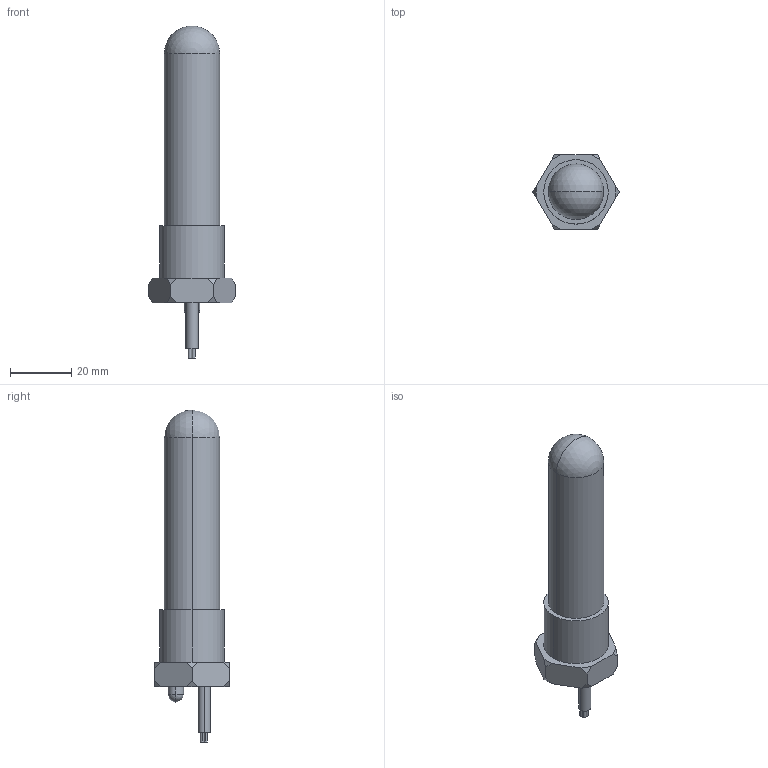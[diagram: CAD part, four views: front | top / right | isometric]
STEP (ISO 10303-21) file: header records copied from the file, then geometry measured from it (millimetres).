
FILE_DESCRIPTION (( 'STEP AP214' ), '1' );
FILE_NAME ('DML-CD18PO杻睛韓珘弇羲壽.STEP', '2024-09-10T12:42:59', ( '' ), ( '' ), 'SwSTEP 2.0', 'SolidWorks 2023', '' );
FILE_SCHEMA (( 'AUTOMOTIVE_DESIGN' ));
Length unit declared in the file: millimetre
Products named in the file (1): DML-CD18PO特氟龙液位开关
Bounding box: 28 x 24.25 x 108 mm (x, y, z)
Volume: 25982 mm3; surface area: 6497 mm2
Topology: 1 solids, 1 shells, 46 faces, 114 edges, 74 vertices
Faces by surface type: plane 26, cylinder 16, sphere 4
Entity records: 1333 total; most frequent: DIRECTION 236, CARTESIAN_POINT 223, ORIENTED_EDGE 212, EDGE_CURVE 106, AXIS2_PLACEMENT_3D 83, VECTOR 70, LINE 70, VERTEX_POINT 70
